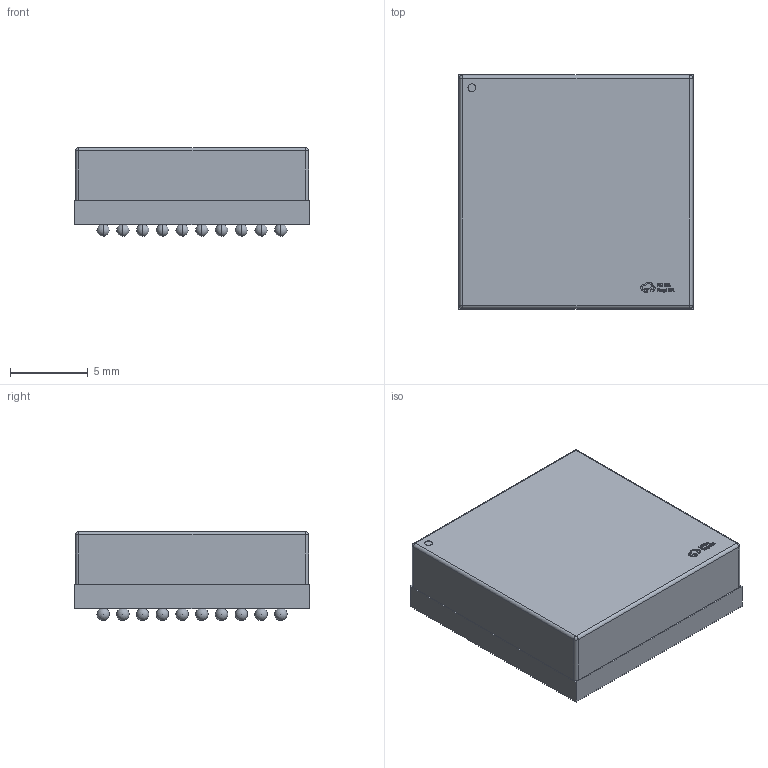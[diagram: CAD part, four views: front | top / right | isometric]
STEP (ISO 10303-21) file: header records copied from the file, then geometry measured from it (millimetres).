
FILE_DESCRIPTION (( 'STEP AP214' ), '1' );
FILE_NAME ('BGA-100_L15.0-W15.0-P1.27-ADIS16505-2BMLZ.step', '2022-06-22T12:52:45', ( '' ), ( '' ), 'SwSTEP 2.0', 'SolidWorks 2020', '' );
FILE_SCHEMA (( 'AUTOMOTIVE_DESIGN' ));
Length unit declared in the file: millimetre
Products named in the file (1): BGA-100_L15.0-W15.0-P1.27-ADIS16505-2BMLZ
Bounding box: 15.1 x 15.1 x 5.73 mm (x, y, z)
Volume: 1148.8 mm3; surface area: 925.7 mm2
Topology: 1 solids, 1 shells, 509 faces, 1729 edges, 1146 vertices
Faces by surface type: sphere 204, plane 183, bspline 112, cylinder 10
Entity records: 18943 total; most frequent: CARTESIAN_POINT 4685, ORIENTED_EDGE 2450, DIRECTION 2213, EDGE_CURVE 1225, VERTEX_POINT 846, AXIS2_PLACEMENT_3D 818, EDGE_LOOP 637, LINE 577
